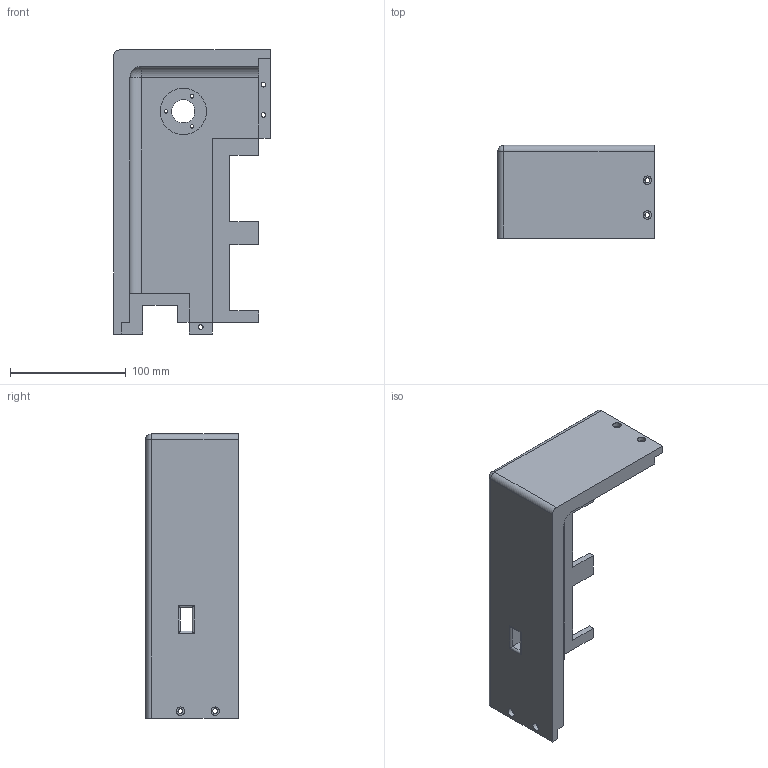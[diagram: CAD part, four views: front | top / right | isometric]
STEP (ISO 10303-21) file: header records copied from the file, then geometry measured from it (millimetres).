
FILE_DESCRIPTION(/* description */ (''),/* implementation_level */ '2;1');
FILE_NAME(/* name */ 'top_A.stp',/* time_stamp */ '2024-06-10T00:01:30+08:00',/* author */ ('Nitrene.P.L'),/* organization */ (''),/* preprocessor_version */ 'ST-DEVELOPER v19',/* originating_system */ 'Autodesk Inventor 2023',/* authorisation */ '');
FILE_SCHEMA (('AUTOMOTIVE_DESIGN { 1 0 10303 214 3 1 1 }'));
Length unit declared in the file: millimetre
Products named in the file (1): top_1
Bounding box: 135 x 80 x 245 mm (x, y, z)
Volume: 590409.1 mm3; surface area: 115237 mm2
Topology: 1 solids, 1 shells, 93 faces, 217 edges, 137 vertices
Faces by surface type: plane 55, cylinder 36, sphere 2
Full cylindrical faces by diameter (mm): 3 x3, 4 x2, 4.2 x5, 5.6 x3, 7.2 x7, 20 x1, 40 x1
Entity records: 2722 total; most frequent: DIRECTION 469, CARTESIAN_POINT 448, ORIENTED_EDGE 434, EDGE_CURVE 217, AXIS2_PLACEMENT_3D 158, LINE 153, VECTOR 153, VERTEX_POINT 137
